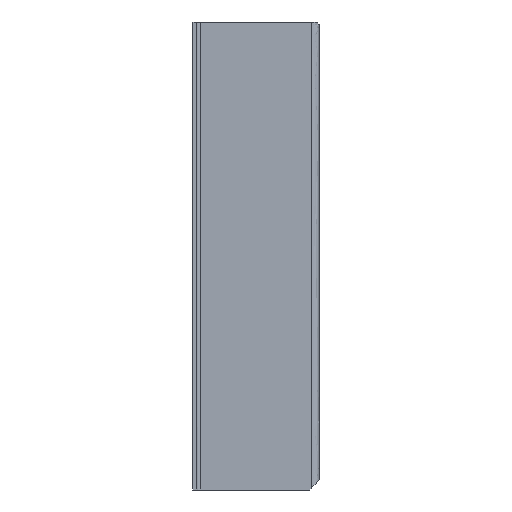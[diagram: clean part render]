
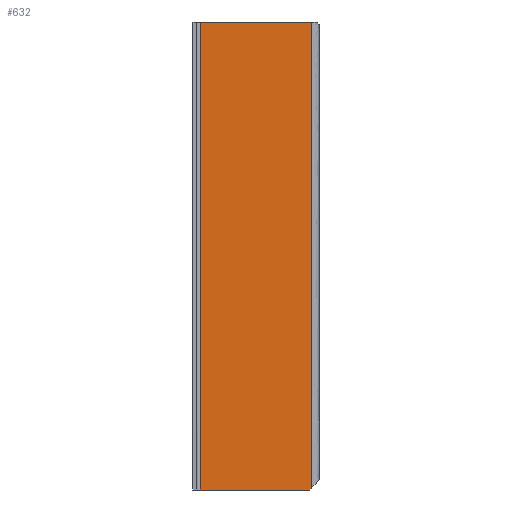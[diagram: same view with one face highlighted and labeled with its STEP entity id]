
A CAD part, left-side view. The second image highlights one B-rep face of the part: STEP entity #632.
In plain terms, the highlighted free-form (B-spline) face has degree [1, 1] with [2, 2] control points.
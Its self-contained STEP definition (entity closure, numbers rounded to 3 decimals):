
#33 = EDGE_CURVE ( 'NONE', #736, #412, #621, .T. ) ;
#70 = CARTESIAN_POINT ( 'NONE',  ( 2026.618, 1019.089, 0. ) ) ;
#96 = B_SPLINE_CURVE_WITH_KNOTS ( 'NONE', 1,
 ( #428, #745 ),
 .UNSPECIFIED., .F., .F.,
 ( 2, 2 ),
 ( 0., 1. ),
 .UNSPECIFIED. ) ;
#123 = CARTESIAN_POINT ( 'NONE',  ( 2026.618, 842.089, 746. ) ) ;
#130 = CARTESIAN_POINT ( 'NONE',  ( 2026.618, 842.089, 0. ) ) ;
#147 = CARTESIAN_POINT ( 'NONE',  ( 2026.618, 1019.089, 0. ) ) ;
#190 = ORIENTED_EDGE ( 'NONE', *, *, #409, .T. ) ;
#197 = CARTESIAN_POINT ( 'NONE',  ( 2026.618, 842.089, 746. ) ) ;
#204 = ORIENTED_EDGE ( 'NONE', *, *, #274, .F. ) ;
#215 = CARTESIAN_POINT ( 'NONE',  ( 2026.618, 844.587, 0. ) ) ;
#219 = B_SPLINE_CURVE_WITH_KNOTS ( 'NONE', 1,
 ( #703, #653 ),
 .UNSPECIFIED., .F., .F.,
 ( 2, 2 ),
 ( 0., 1. ),
 .UNSPECIFIED. ) ;
#223 = EDGE_CURVE ( 'NONE', #586, #740, #96, .T. ) ;
#251 = CARTESIAN_POINT ( 'NONE',  ( 2026.618, 1019.089, 746. ) ) ;
#253 = ORIENTED_EDGE ( 'NONE', *, *, #223, .F. ) ;
#274 = EDGE_CURVE ( 'NONE', #740, #625, #219, .T. ) ;
#327 = FACE_OUTER_BOUND ( 'NONE', #440, .T. ) ;
#371 = EDGE_CURVE ( 'NONE', #625, #736, #732, .T. ) ;
#376 = ORIENTED_EDGE ( 'NONE', *, *, #371, .F. ) ;
#382 = CARTESIAN_POINT ( 'NONE',  ( 2026.618, 842.089, 746. ) ) ;
#396 = B_SPLINE_CURVE_WITH_KNOTS ( 'NONE', 1,
 ( #764, #197 ),
 .UNSPECIFIED., .F., .F.,
 ( 2, 2 ),
 ( 0., 1. ),
 .UNSPECIFIED. ) ;
#409 = EDGE_CURVE ( 'NONE', #586, #412, #396, .T. ) ;
#412 = VERTEX_POINT ( 'NONE', #420 ) ;
#420 = CARTESIAN_POINT ( 'NONE',  ( 2026.618, 842.089, 746. ) ) ;
#423 = ORIENTED_EDGE ( 'NONE', *, *, #33, .F. ) ;
#428 = CARTESIAN_POINT ( 'NONE',  ( 2026.618, 842.089, 2.797 ) ) ;
#440 = EDGE_LOOP ( 'NONE', ( #190, #423, #376, #204, #253 ) ) ;
#452 = B_SPLINE_SURFACE_WITH_KNOTS ( 'NONE', 1, 1, ( 
 ( #130, #382 ),
 ( #147, #580 ) ),
 .UNSPECIFIED., .F., .F., .F.,
 ( 2, 2 ),
 ( 2, 2 ),
 ( 0., 1. ),
 ( 0., 1. ),
 .UNSPECIFIED. ) ;
#455 = CARTESIAN_POINT ( 'NONE',  ( 2026.618, 1019.089, 746. ) ) ;
#580 = CARTESIAN_POINT ( 'NONE',  ( 2026.618, 1019.089, 746. ) ) ;
#586 = VERTEX_POINT ( 'NONE', #707 ) ;
#621 = B_SPLINE_CURVE_WITH_KNOTS ( 'NONE', 1,
 ( #251, #123 ),
 .UNSPECIFIED., .F., .F.,
 ( 2, 2 ),
 ( 0., 1. ),
 .UNSPECIFIED. ) ;
#625 = VERTEX_POINT ( 'NONE', #70 ) ;
#632 = ADVANCED_FACE ( 'NONE', ( #327 ), #452, .F. ) ;
#653 = CARTESIAN_POINT ( 'NONE',  ( 2026.618, 1019.089, 0. ) ) ;
#703 = CARTESIAN_POINT ( 'NONE',  ( 2026.618, 844.587, 0. ) ) ;
#707 = CARTESIAN_POINT ( 'NONE',  ( 2026.618, 842.089, 2.797 ) ) ;
#732 = B_SPLINE_CURVE_WITH_KNOTS ( 'NONE', 1,
 ( #772, #455 ),
 .UNSPECIFIED., .F., .F.,
 ( 2, 2 ),
 ( -1., 0. ),
 .UNSPECIFIED. ) ;
#736 = VERTEX_POINT ( 'NONE', #799 ) ;
#740 = VERTEX_POINT ( 'NONE', #215 ) ;
#745 = CARTESIAN_POINT ( 'NONE',  ( 2026.618, 844.587, 0. ) ) ;
#764 = CARTESIAN_POINT ( 'NONE',  ( 2026.618, 842.089, 2.797 ) ) ;
#772 = CARTESIAN_POINT ( 'NONE',  ( 2026.618, 1019.089, 0. ) ) ;
#799 = CARTESIAN_POINT ( 'NONE',  ( 2026.618, 1019.089, 746. ) ) ;
